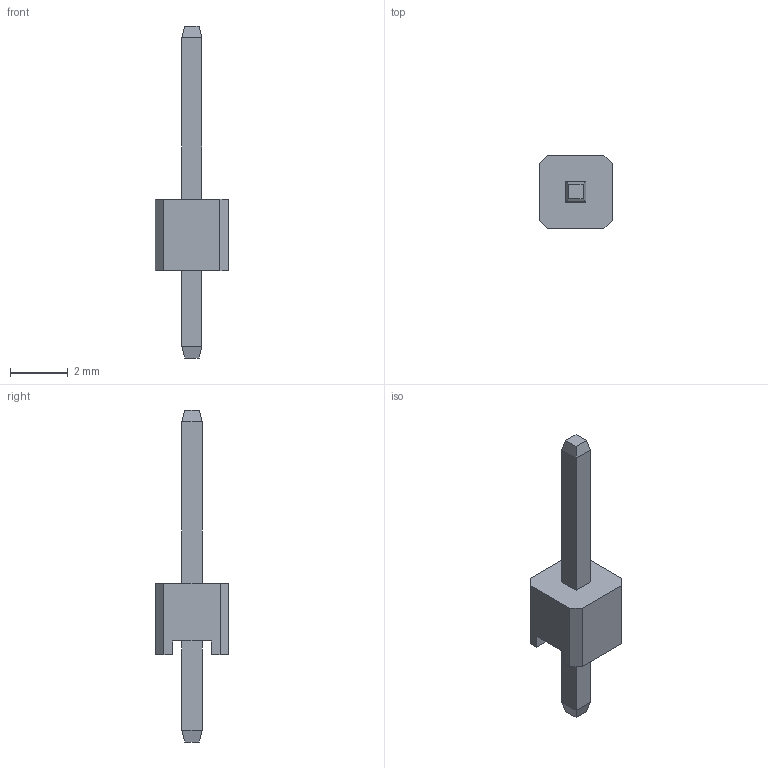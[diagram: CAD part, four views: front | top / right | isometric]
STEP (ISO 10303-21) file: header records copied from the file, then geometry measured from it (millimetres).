
FILE_DESCRIPTION(/* description */ ('Designed by EasyEDA Pro','CAx-IF Rec.Pracs.---Representation and Presentation of Product Manufacturing Information (PMI)---4.0---2014-10-13'),/* implementation_level */ '2;1');
FILE_NAME(/* name */ 'PZ_2.54_1X1P_LH.step',/* time_stamp */ '2025-02-21T15:40:27+08:00',/* author */ (''),/* organization */ (''),/* preprocessor_version */ 'ST-DEVELOPER v20',/* originating_system */ 'Autodesk Translation Framework v13.20.0.188',/* authorisation */ '');
FILE_SCHEMA (('AP242_MANAGED_MODEL_BASED_3D_ENGINEERING_MIM_LF { 1 0 10303 442 1 1 4 }'));
Length unit declared in the file: millimetre
Products named in the file (3): SuvV-PCBModel; SuvV-Board; SuvV-H1-HDR-TH_1P-P2.54-V-M
Assembly tree (2 placements, depth 2):
  SuvV-PCBModel
    SuvV-Board
    SuvV-H1-HDR-TH_1P-P2.54-V-M
Bounding box: 2.55 x 2.54 x 11.5 mm (x, y, z)
Volume: 18.4 mm3; surface area: 63 mm2
Topology: 1 solids, 1 shells, 311 faces, 835 edges, 554 vertices
Faces by surface type: plane 199, bspline 112
Entity records: 11271 total; most frequent: CARTESIAN_POINT 3555, ORIENTED_EDGE 1670, DIRECTION 1199, EDGE_CURVE 835, LINE 611, VECTOR 611, VERTEX_POINT 554, EDGE_LOOP 339
